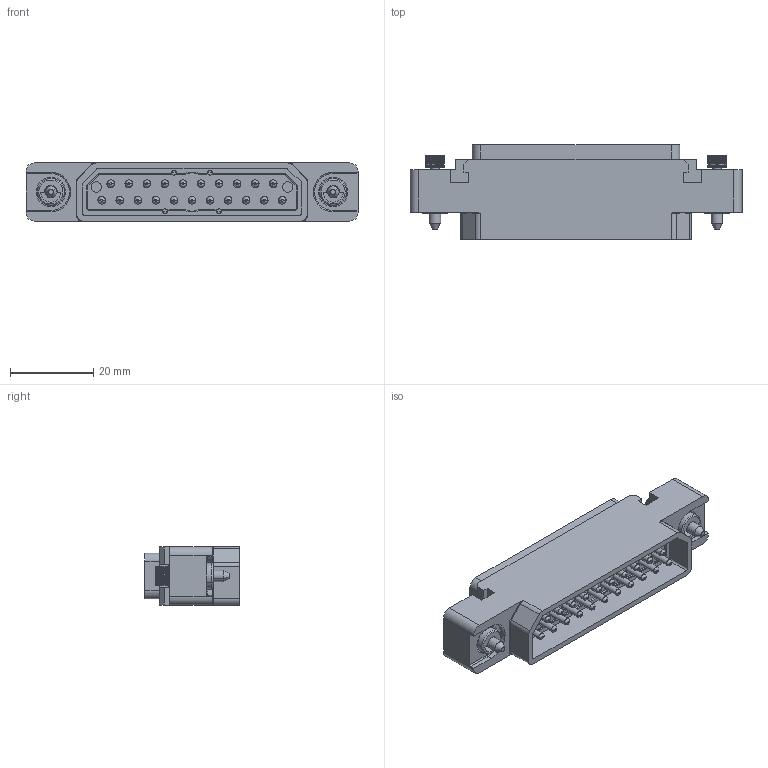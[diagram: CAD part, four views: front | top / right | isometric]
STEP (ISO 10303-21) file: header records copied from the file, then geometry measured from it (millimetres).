
FILE_DESCRIPTION((''),'2;1');
FILE_NAME('1900ND04P1A00B','2019-10-29T',('presta_be4'),(''),'CREO PARAMETRIC BY PTC INC, 2018360','CREO PARAMETRIC BY PTC INC, 2018360','');
FILE_SCHEMA(('CONFIG_CONTROL_DESIGN'));
Products named in the file (1): 1900ND04P1A00B
Bounding box: 80 x 22.75 x 14 mm (x, y, z)
Volume: 12267.2 mm3; surface area: 14899.9 mm2
Topology: 3 solids, 3 shells, 2454 faces, 5664 edges, 3359 vertices
Faces by surface type: cylinder 824, torus 632, plane 586, cone 330, bspline 54, extrusion 28
Entity records: 84938 total; most frequent: CARTESIAN_POINT 28271, DIRECTION 12896, ORIENTED_EDGE 11236, EDGE_CURVE 5618, AXIS2_PLACEMENT_3D 5378, VERTEX_POINT 3359, CIRCLE 3006, EDGE_LOOP 2745
